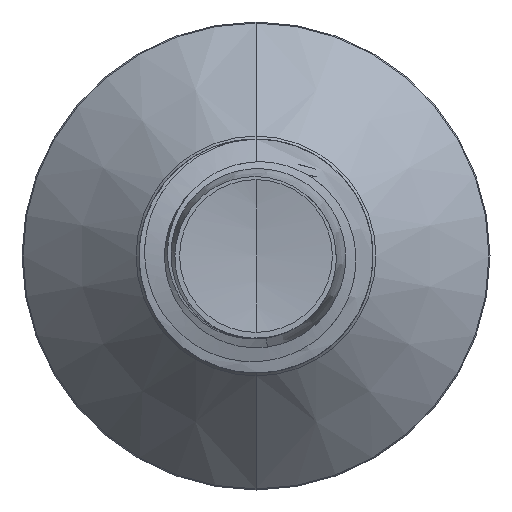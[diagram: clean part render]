
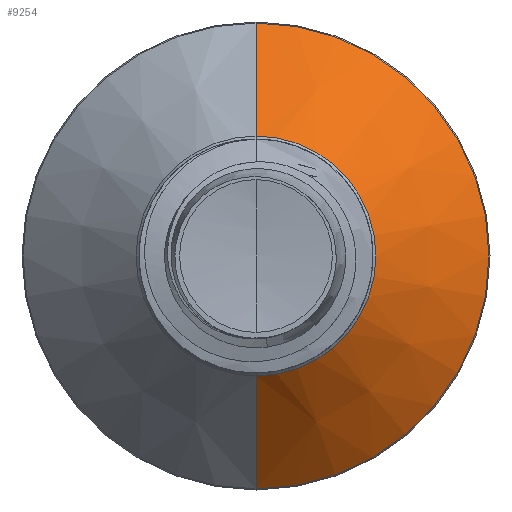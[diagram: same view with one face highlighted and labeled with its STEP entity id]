
A CAD part, front view. The second image highlights one B-rep face of the part: STEP entity #9254.
In plain terms, the highlighted conical face has half-angle 45 degrees and reference radius 2.563 mm.
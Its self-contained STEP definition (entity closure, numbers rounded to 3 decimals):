
#33 = VERTEX_POINT ( 'NONE', #4939 ) ;
#38 = EDGE_LOOP ( 'NONE', ( #4118, #2101, #25841, #7729 ) ) ;
#154 = CIRCLE ( 'NONE', #24214, 2.563 ) ;
#288 = DIRECTION ( 'NONE',  ( 0., 0., 1. ) ) ;
#1026 = AXIS2_PLACEMENT_3D ( 'NONE', #13724, #24398, #5263 ) ;
#1504 = EDGE_CURVE ( 'NONE', #25288, #26564, #12994, .T. ) ;
#2101 = ORIENTED_EDGE ( 'NONE', *, *, #9728, .T. ) ;
#2137 = CONICAL_SURFACE ( 'NONE', #1026, 2.563, 0.785 ) ;
#2576 = VECTOR ( 'NONE', #5502, 1000. ) ;
#2655 = DIRECTION ( 'NONE',  ( 0., 0.707, -0.707 ) ) ;
#4118 = ORIENTED_EDGE ( 'NONE', *, *, #28446, .T. ) ;
#4939 = CARTESIAN_POINT ( 'NONE',  ( 0., 16.813, 2.563 ) ) ;
#5263 = DIRECTION ( 'NONE',  ( 0., 0., 1. ) ) ;
#5502 = DIRECTION ( 'NONE',  ( 0., 0.707, 0.707 ) ) ;
#5726 = EDGE_CURVE ( 'NONE', #33, #25288, #32772, .T. ) ;
#7729 = ORIENTED_EDGE ( 'NONE', *, *, #5726, .F. ) ;
#8354 = CARTESIAN_POINT ( 'NONE',  ( 0., 16.813, -2.563 ) ) ;
#8875 = DIRECTION ( 'NONE',  ( 0., 1., 0. ) ) ;
#9254 = ADVANCED_FACE ( 'NONE', ( #32346 ), #2137, .T. ) ;
#9697 = VERTEX_POINT ( 'NONE', #8354 ) ;
#9728 = EDGE_CURVE ( 'NONE', #9697, #26564, #10691, .T. ) ;
#10691 = LINE ( 'NONE', #13968, #24704 ) ;
#12701 = CARTESIAN_POINT ( 'NONE',  ( 0., 19.228, -4.978 ) ) ;
#12994 = CIRCLE ( 'NONE', #31752, 4.978 ) ;
#13724 = CARTESIAN_POINT ( 'NONE',  ( 0., 16.813, 0. ) ) ;
#13968 = CARTESIAN_POINT ( 'NONE',  ( 0., 16.813, -2.563 ) ) ;
#16755 = CARTESIAN_POINT ( 'NONE',  ( 0., 16.813, 2.563 ) ) ;
#17400 = DIRECTION ( 'NONE',  ( 0., 1., 0. ) ) ;
#24214 = AXIS2_PLACEMENT_3D ( 'NONE', #25695, #8875, #28641 ) ;
#24398 = DIRECTION ( 'NONE',  ( 0., 1., 0. ) ) ;
#24704 = VECTOR ( 'NONE', #2655, 1000. ) ;
#25288 = VERTEX_POINT ( 'NONE', #35092 ) ;
#25695 = CARTESIAN_POINT ( 'NONE',  ( 0., 16.813, 0. ) ) ;
#25841 = ORIENTED_EDGE ( 'NONE', *, *, #1504, .F. ) ;
#26564 = VERTEX_POINT ( 'NONE', #12701 ) ;
#28446 = EDGE_CURVE ( 'NONE', #33, #9697, #154, .T. ) ;
#28641 = DIRECTION ( 'NONE',  ( 0., 0., 1. ) ) ;
#31752 = AXIS2_PLACEMENT_3D ( 'NONE', #34309, #17400, #288 ) ;
#32346 = FACE_OUTER_BOUND ( 'NONE', #38, .T. ) ;
#32772 = LINE ( 'NONE', #16755, #2576 ) ;
#34309 = CARTESIAN_POINT ( 'NONE',  ( 0., 19.228, 0. ) ) ;
#35092 = CARTESIAN_POINT ( 'NONE',  ( 0., 19.228, 4.978 ) ) ;
